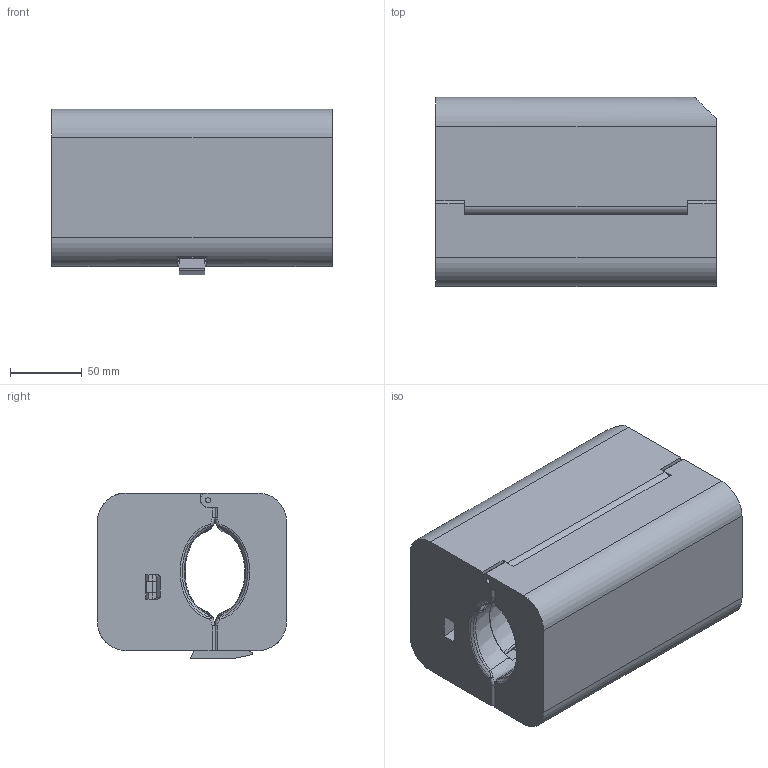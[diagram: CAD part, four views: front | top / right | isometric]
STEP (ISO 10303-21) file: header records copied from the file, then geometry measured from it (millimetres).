
FILE_DESCRIPTION(/* description */ (''),/* implementation_level */ '2;1');
FILE_NAME(/* name */ 'Modus Bracer v151.step',/* time_stamp */ '2020-06-19T18:56:50-04:00',/* author */ (''),/* organization */ (''),/* preprocessor_version */ 'ST-DEVELOPER v18.1',/* originating_system */ 'Autodesk Translation Framework v9.3.0.1241',/* authorisation */ '');
FILE_SCHEMA (('AUTOMOTIVE_DESIGN { 1 0 10303 214 3 1 1 }'));
Length unit declared in the file: millimetre
Products named in the file (12): Modus Bracer; GMA Audio_ESP32 Thing Plus v1; LSM6DSOX; Glove 3.0 v30; Model A_Battery v1 (1); Electrical Housing; Arm Mounting; Top Case; Top; Button; Clip; Bottom Base
Assembly tree (11 placements, depth 4):
  Modus Bracer
    GMA Audio_ESP32 Thing Plus v1
    LSM6DSOX
    Glove 3.0 v30
      Model A_Battery v1 (1)
    Electrical Housing
    Arm Mounting
      Top Case
        Top
        Button
        Clip
      Bottom Base
Bounding box: 196 x 132 x 115.84 mm (x, y, z)
Volume: 1908203.4 mm3; surface area: 250192.6 mm2
Topology: 8 solids, 8 shells, 519 faces, 1401 edges, 913 vertices
Faces by surface type: plane 346, cylinder 101, bspline 53, cone 11, torus 4, sphere 4
Full cylindrical faces by diameter (mm): 2.4 x4, 2.529 x10, 3 x2, 3.59 x4, 6.1 x1, 8.1 x1, 9 x1
Entity records: 18988 total; most frequent: CARTESIAN_POINT 5820, ORIENTED_EDGE 2782, DIRECTION 2473, EDGE_CURVE 1391, LINE 991, VECTOR 991, VERTEX_POINT 913, AXIS2_PLACEMENT_3D 741
